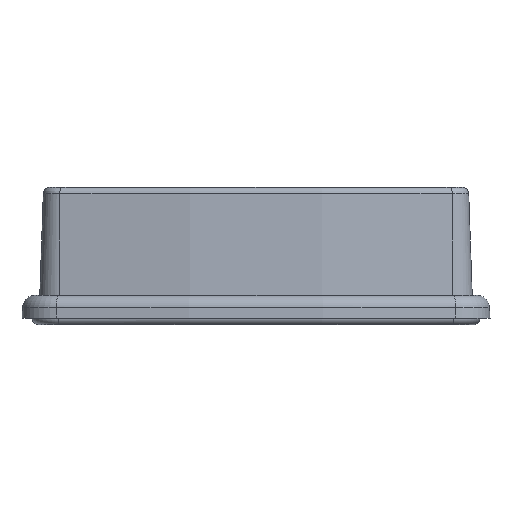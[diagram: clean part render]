
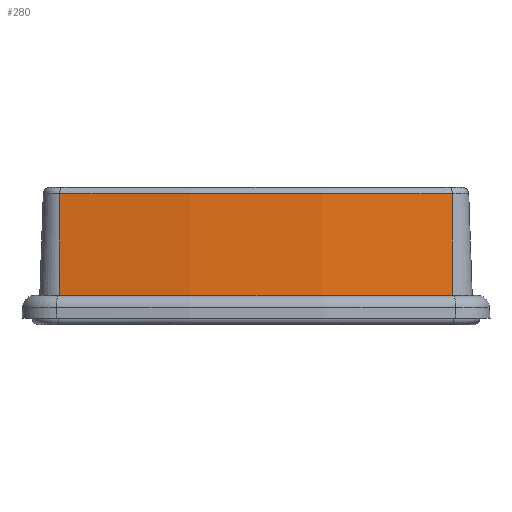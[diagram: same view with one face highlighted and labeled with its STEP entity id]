
A CAD part, left-side view. The second image highlights one B-rep face of the part: STEP entity #280.
In plain terms, the highlighted conical face has half-angle 2 degrees and reference radius 180.116 mm.
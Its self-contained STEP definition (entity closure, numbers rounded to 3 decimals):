
#41=CONICAL_SURFACE('',#2508,180.116,2.);
#280=ADVANCED_FACE('',(#447),#41,.T.);
#447=FACE_OUTER_BOUND('',#581,.T.);
#581=EDGE_LOOP('',(#1142,#1143,#1144,#1145));
#732=CIRCLE('',#2474,180.382);
#748=CIRCLE('',#2507,179.85);
#1142=ORIENTED_EDGE('',*,*,#1917,.T.);
#1143=ORIENTED_EDGE('',*,*,#1869,.T.);
#1144=ORIENTED_EDGE('',*,*,#1916,.F.);
#1145=ORIENTED_EDGE('',*,*,#1918,.T.);
#1621=VERTEX_POINT('',#3694);
#1622=VERTEX_POINT('',#3696);
#1643=VERTEX_POINT('',#4150);
#1644=VERTEX_POINT('',#4286);
#1869=EDGE_CURVE('',#1622,#1621,#732,.T.);
#1916=EDGE_CURVE('',#1643,#1621,#2136,.T.);
#1917=EDGE_CURVE('',#1644,#1622,#2137,.T.);
#1918=EDGE_CURVE('',#1643,#1644,#748,.T.);
#2136=LINE('',#4193,#2308);
#2137=LINE('',#4285,#2309);
#2308=VECTOR('',#2986,1.);
#2309=VECTOR('',#2987,1.);
#2474=AXIS2_PLACEMENT_3D('',#3695,#2904,#2905);
#2507=AXIS2_PLACEMENT_3D('',#4287,#2988,#2989);
#2508=AXIS2_PLACEMENT_3D('',#4288,#2990,#2991);
#2904=DIRECTION('',(0.,0.,1.));
#2905=DIRECTION('',(-0.987,0.163,0.));
#2986=DIRECTION('',(-0.034,-0.006,-0.999));
#2987=DIRECTION('',(-0.034,0.006,-0.999));
#2988=DIRECTION('',(0.,0.,-1.));
#2989=DIRECTION('',(-0.987,-0.163,0.));
#2990=DIRECTION('',(0.,0.,-1.));
#2991=DIRECTION('',(0.987,-0.163,0.));
#3694=CARTESIAN_POINT('',(-80.461,-29.454,3.4));
#3695=CARTESIAN_POINT('',(97.5,0.,3.4));
#3696=CARTESIAN_POINT('',(-80.461,29.454,3.4));
#4150=CARTESIAN_POINT('',(-79.936,-29.367,18.635));
#4193=CARTESIAN_POINT('',(-79.936,-29.367,18.635));
#4285=CARTESIAN_POINT('',(-79.936,29.367,18.635));
#4286=CARTESIAN_POINT('',(-79.936,29.367,18.635));
#4287=CARTESIAN_POINT('',(97.5,0.,18.635));
#4288=CARTESIAN_POINT('',(97.5,0.,11.017));
